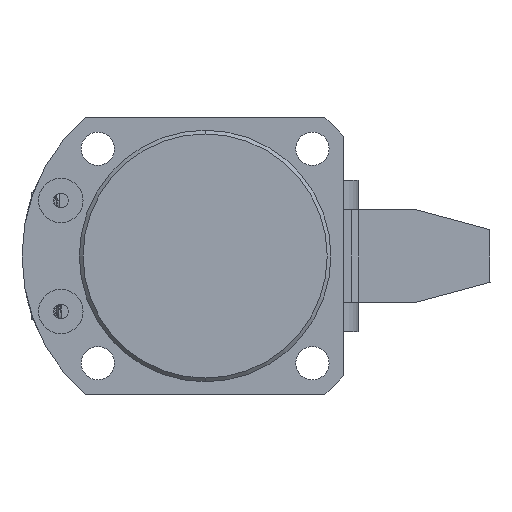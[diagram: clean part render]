
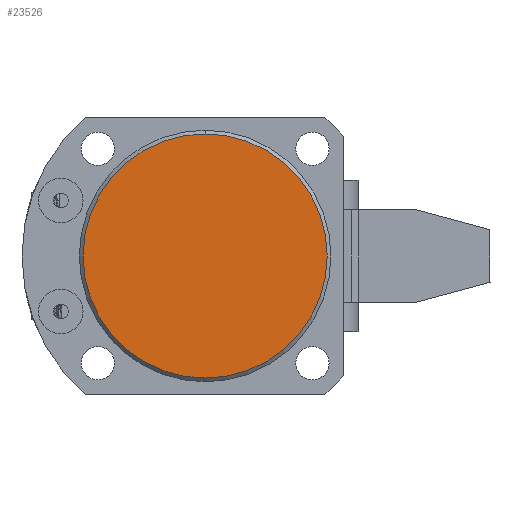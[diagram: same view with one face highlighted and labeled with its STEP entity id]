
A CAD part, front view. The second image highlights one B-rep face of the part: STEP entity #23526.
In plain terms, the highlighted planar face has unit normal (0, -1, 0).
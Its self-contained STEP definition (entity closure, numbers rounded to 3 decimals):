
#5 = DIRECTION ( 'NONE',  ( 0., 1., 0. ) ) ;
#183 = AXIS2_PLACEMENT_3D ( 'NONE', #13175, #5, #15387 ) ;
#433 = ORIENTED_EDGE ( 'NONE', *, *, #21695, .F. ) ;
#1198 = AXIS2_PLACEMENT_3D ( 'NONE', #18477, #5351, #20695 ) ;
#1532 = DIRECTION ( 'NONE',  ( 0., -1., 0. ) ) ;
#3643 = PLANE ( 'NONE',  #12557 ) ;
#5351 = DIRECTION ( 'NONE',  ( 0., 1., 0. ) ) ;
#8359 = ORIENTED_EDGE ( 'NONE', *, *, #20147, .F. ) ;
#9007 = CIRCLE ( 'NONE', #183, 33. ) ;
#9396 = VERTEX_POINT ( 'NONE', #12966 ) ;
#10486 = VERTEX_POINT ( 'NONE', #20283 ) ;
#11402 = FACE_OUTER_BOUND ( 'NONE', #18333, .T. ) ;
#12557 = AXIS2_PLACEMENT_3D ( 'NONE', #14691, #1532, #16863 ) ;
#12966 = CARTESIAN_POINT ( 'NONE',  ( 0., -70., -33. ) ) ;
#13175 = CARTESIAN_POINT ( 'NONE',  ( 0., -70., 0. ) ) ;
#14691 = CARTESIAN_POINT ( 'NONE',  ( 0., -70., 0. ) ) ;
#15387 = DIRECTION ( 'NONE',  ( 0., 0., 1. ) ) ;
#16863 = DIRECTION ( 'NONE',  ( 0., 0., -1. ) ) ;
#18333 = EDGE_LOOP ( 'NONE', ( #8359, #433 ) ) ;
#18477 = CARTESIAN_POINT ( 'NONE',  ( 0., -70., 0. ) ) ;
#20147 = EDGE_CURVE ( 'NONE', #10486, #9396, #22637, .T. ) ;
#20283 = CARTESIAN_POINT ( 'NONE',  ( 0., -70., 33. ) ) ;
#20695 = DIRECTION ( 'NONE',  ( 0., 0., 1. ) ) ;
#21695 = EDGE_CURVE ( 'NONE', #9396, #10486, #9007, .T. ) ;
#22637 = CIRCLE ( 'NONE', #1198, 33. ) ;
#23526 = ADVANCED_FACE ( 'NONE', ( #11402 ), #3643, .T. ) ;
